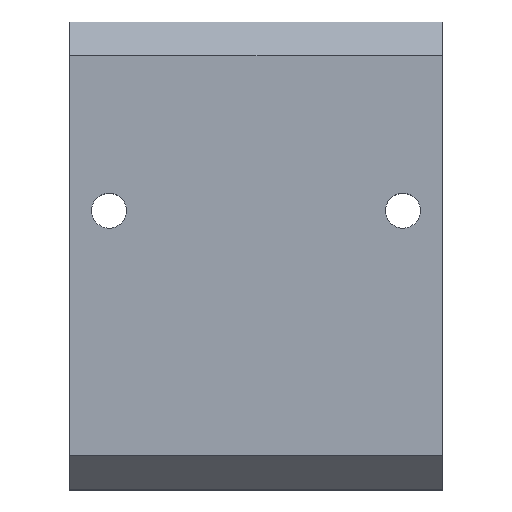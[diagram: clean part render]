
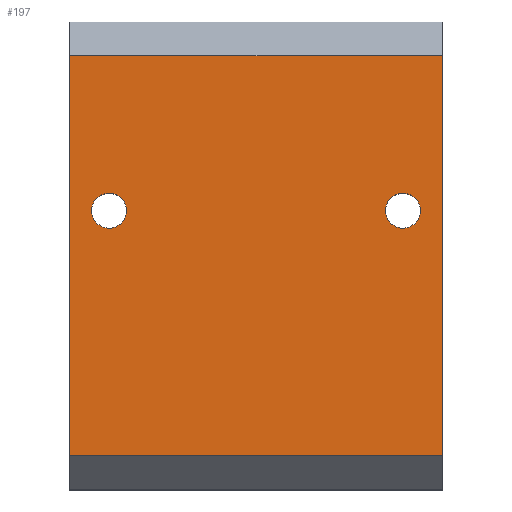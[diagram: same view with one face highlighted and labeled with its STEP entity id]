
A CAD part, top view. The second image highlights one B-rep face of the part: STEP entity #197.
In plain terms, the highlighted planar face has unit normal (0, 0, 1).
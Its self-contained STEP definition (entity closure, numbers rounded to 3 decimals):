
#12 = EDGE_LOOP ( 'NONE', ( #585, #296 ) ) ;
#37 = CIRCLE ( 'NONE', #193, 1.55 ) ;
#51 = CIRCLE ( 'NONE', #244, 1.55 ) ;
#55 = VECTOR ( 'NONE', #509, 1000. ) ;
#58 = EDGE_LOOP ( 'NONE', ( #259, #260 ) ) ;
#78 = EDGE_CURVE ( 'NONE', #123, #112, #199, .T. ) ;
#105 = CARTESIAN_POINT ( 'NONE',  ( 0., -17.707, 8. ) ) ;
#107 = VERTEX_POINT ( 'NONE', #621 ) ;
#108 = VERTEX_POINT ( 'NONE', #615 ) ;
#110 = VERTEX_POINT ( 'NONE', #611 ) ;
#112 = VERTEX_POINT ( 'NONE', #600 ) ;
#121 = VERTEX_POINT ( 'NONE', #606 ) ;
#123 = VERTEX_POINT ( 'NONE', #596 ) ;
#128 = VERTEX_POINT ( 'NONE', #581 ) ;
#137 = VERTEX_POINT ( 'NONE', #589 ) ;
#166 = FACE_BOUND ( 'NONE', #58, .T. ) ;
#173 = DIRECTION ( 'NONE',  ( 1., 0., 0. ) ) ;
#176 = LINE ( 'NONE', #546, #295 ) ;
#184 = AXIS2_PLACEMENT_3D ( 'NONE', #537, #534, #533 ) ;
#185 = EDGE_CURVE ( 'NONE', #108, #107, #176, .T. ) ;
#191 = EDGE_LOOP ( 'NONE', ( #250, #251, #252, #253 ) ) ;
#193 = AXIS2_PLACEMENT_3D ( 'NONE', #440, #438, #437 ) ;
#197 = ADVANCED_FACE ( 'NONE', ( #208, #166, #217 ), #535, .F. ) ;
#199 = CIRCLE ( 'NONE', #341, 1.55 ) ;
#208 = FACE_OUTER_BOUND ( 'NONE', #191, .T. ) ;
#217 = FACE_BOUND ( 'NONE', #12, .T. ) ;
#244 = AXIS2_PLACEMENT_3D ( 'NONE', #434, #431, #430 ) ;
#250 = ORIENTED_EDGE ( 'NONE', *, *, #185, .T. ) ;
#251 = ORIENTED_EDGE ( 'NONE', *, *, #265, .T. ) ;
#252 = ORIENTED_EDGE ( 'NONE', *, *, #303, .T. ) ;
#253 = ORIENTED_EDGE ( 'NONE', *, *, #335, .T. ) ;
#259 = ORIENTED_EDGE ( 'NONE', *, *, #78, .F. ) ;
#260 = ORIENTED_EDGE ( 'NONE', *, *, #381, .F. ) ;
#265 = EDGE_CURVE ( 'NONE', #107, #121, #347, .T. ) ;
#275 = VECTOR ( 'NONE', #173, 1000. ) ;
#295 = VECTOR ( 'NONE', #544, 1000. ) ;
#296 = ORIENTED_EDGE ( 'NONE', *, *, #478, .F. ) ;
#303 = EDGE_CURVE ( 'NONE', #121, #137, #318, .T. ) ;
#318 = LINE ( 'NONE', #510, #55 ) ;
#335 = EDGE_CURVE ( 'NONE', #137, #108, #648, .T. ) ;
#341 = AXIS2_PLACEMENT_3D ( 'NONE', #634, #633, #632 ) ;
#347 = LINE ( 'NONE', #105, #275 ) ;
#381 = EDGE_CURVE ( 'NONE', #112, #123, #588, .T. ) ;
#430 = DIRECTION ( 'NONE',  ( -1., 0., 0. ) ) ;
#431 = DIRECTION ( 'NONE',  ( 0., 0., 1. ) ) ;
#434 = CARTESIAN_POINT ( 'NONE',  ( 13., 4., 8. ) ) ;
#437 = DIRECTION ( 'NONE',  ( -1., 0., 0. ) ) ;
#438 = DIRECTION ( 'NONE',  ( 0., 0., 1. ) ) ;
#440 = CARTESIAN_POINT ( 'NONE',  ( 13., 4., 8. ) ) ;
#454 = DIRECTION ( 'NONE',  ( 1., 0., 0. ) ) ;
#455 = DIRECTION ( 'NONE',  ( 0., 0., 1. ) ) ;
#456 = CARTESIAN_POINT ( 'NONE',  ( -13., 4., 8. ) ) ;
#460 = EDGE_CURVE ( 'NONE', #110, #128, #37, .T. ) ;
#472 = CARTESIAN_POINT ( 'NONE',  ( -16.5, 17.707, 8. ) ) ;
#478 = EDGE_CURVE ( 'NONE', #128, #110, #51, .T. ) ;
#479 = DIRECTION ( 'NONE',  ( -1., 0., 0. ) ) ;
#509 = DIRECTION ( 'NONE',  ( 0., 1., 0. ) ) ;
#510 = CARTESIAN_POINT ( 'NONE',  ( 16.5, -12., 8. ) ) ;
#533 = DIRECTION ( 'NONE',  ( -1., 0., 0. ) ) ;
#534 = DIRECTION ( 'NONE',  ( 0., 0., -1. ) ) ;
#535 = PLANE ( 'NONE',  #184 ) ;
#537 = CARTESIAN_POINT ( 'NONE',  ( 0., 0., 8. ) ) ;
#544 = DIRECTION ( 'NONE',  ( 0., -1., 0. ) ) ;
#546 = CARTESIAN_POINT ( 'NONE',  ( -16.5, -12., 8. ) ) ;
#581 = CARTESIAN_POINT ( 'NONE',  ( 14.55, 4., 8. ) ) ;
#585 = ORIENTED_EDGE ( 'NONE', *, *, #460, .F. ) ;
#588 = CIRCLE ( 'NONE', #637, 1.55 ) ;
#589 = CARTESIAN_POINT ( 'NONE',  ( 16.5, 17.707, 8. ) ) ;
#596 = CARTESIAN_POINT ( 'NONE',  ( -14.55, 4., 8. ) ) ;
#600 = CARTESIAN_POINT ( 'NONE',  ( -11.45, 4., 8. ) ) ;
#606 = CARTESIAN_POINT ( 'NONE',  ( 16.5, -17.707, 8. ) ) ;
#611 = CARTESIAN_POINT ( 'NONE',  ( 11.45, 4., 8. ) ) ;
#615 = CARTESIAN_POINT ( 'NONE',  ( -16.5, 17.707, 8. ) ) ;
#621 = CARTESIAN_POINT ( 'NONE',  ( -16.5, -17.707, 8. ) ) ;
#632 = DIRECTION ( 'NONE',  ( 1., 0., 0. ) ) ;
#633 = DIRECTION ( 'NONE',  ( 0., 0., 1. ) ) ;
#634 = CARTESIAN_POINT ( 'NONE',  ( -13., 4., 8. ) ) ;
#637 = AXIS2_PLACEMENT_3D ( 'NONE', #456, #455, #454 ) ;
#647 = VECTOR ( 'NONE', #479, 1000. ) ;
#648 = LINE ( 'NONE', #472, #647 ) ;
